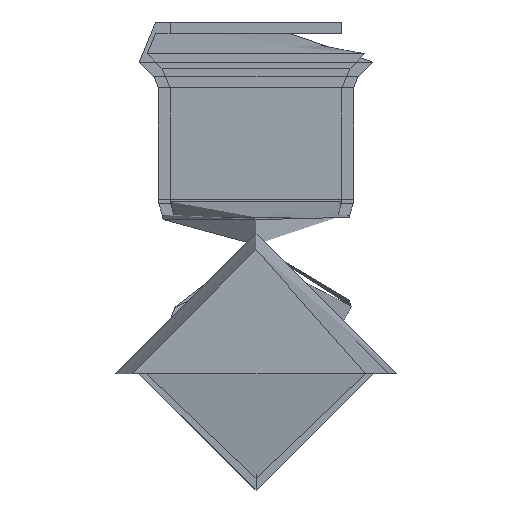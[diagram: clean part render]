
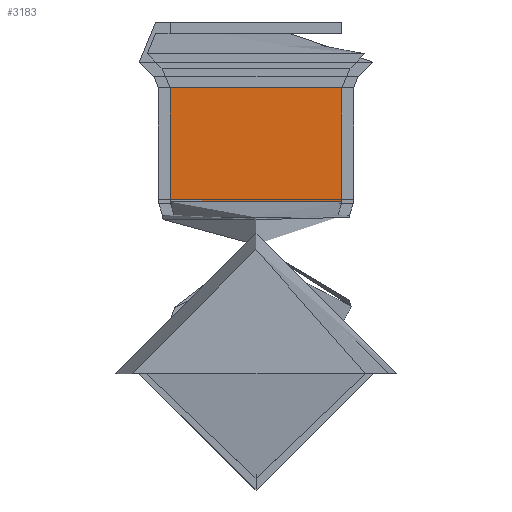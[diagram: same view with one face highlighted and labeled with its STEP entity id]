
A CAD part, left-side view. The second image highlights one B-rep face of the part: STEP entity #3183.
In plain terms, the highlighted free-form (B-spline) face has degree [1, 2] with [2, 9] control points.
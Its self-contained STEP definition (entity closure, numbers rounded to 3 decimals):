
#3138 = VERTEX_POINT('',#3139);
#3139 = CARTESIAN_POINT('',(23.,-11.,0.));
#3144 = EDGE_CURVE('',#3145,#3138,#3147,.T.);
#3145 = VERTEX_POINT('',#3146);
#3146 = CARTESIAN_POINT('',(23.,11.,0.));
#3147 = ( BOUNDED_CURVE() B_SPLINE_CURVE(2,(#3148,#3149,#3150,#3151,
#3152),.UNSPECIFIED.,.F.,.F.) B_SPLINE_CURVE_WITH_KNOTS((3,2,3),(0.,
1.571,3.142),.UNSPECIFIED.) CURVE() 
GEOMETRIC_REPRESENTATION_ITEM() RATIONAL_B_SPLINE_CURVE((1.,
0.707,1.,0.707,1.)) REPRESENTATION_ITEM('') );
#3148 = CARTESIAN_POINT('',(23.,11.,0.));
#3149 = CARTESIAN_POINT('',(23.,11.,11.));
#3150 = CARTESIAN_POINT('',(23.,0.,11.));
#3151 = CARTESIAN_POINT('',(23.,-11.,11.));
#3152 = CARTESIAN_POINT('',(23.,-11.,0.));
#3154 = EDGE_CURVE('',#3138,#3145,#3155,.T.);
#3155 = ( BOUNDED_CURVE() B_SPLINE_CURVE(2,(#3156,#3157,#3158,#3159,
#3160),.UNSPECIFIED.,.F.,.F.) B_SPLINE_CURVE_WITH_KNOTS((3,2,3),(
    3.142,4.712,6.283),
.PIECEWISE_BEZIER_KNOTS.) CURVE() GEOMETRIC_REPRESENTATION_ITEM() 
RATIONAL_B_SPLINE_CURVE((1.,0.707,1.,0.707,1.)) 
REPRESENTATION_ITEM('') );
#3156 = CARTESIAN_POINT('',(23.,-11.,0.));
#3157 = CARTESIAN_POINT('',(23.,-11.,-11.));
#3158 = CARTESIAN_POINT('',(23.,0.,-11.));
#3159 = CARTESIAN_POINT('',(23.,11.,-11.));
#3160 = CARTESIAN_POINT('',(23.,11.,0.));
#3183 = ADVANCED_FACE('',(#3184),#3220,.T.);
#3184 = FACE_BOUND('',#3185,.T.);
#3185 = EDGE_LOOP('',(#3186,#3187,#3194,#3202,#3210,#3218,#3219));
#3186 = ORIENTED_EDGE('',*,*,#3144,.T.);
#3187 = ORIENTED_EDGE('',*,*,#3188,.T.);
#3188 = EDGE_CURVE('',#3138,#3189,#3191,.T.);
#3189 = VERTEX_POINT('',#3190);
#3190 = CARTESIAN_POINT('',(8.421,-11.,0.));
#3191 = B_SPLINE_CURVE_WITH_KNOTS('',1,(#3192,#3193),.UNSPECIFIED.,.F.,
  .F.,(2,2),(-0.663,0.663),.PIECEWISE_BEZIER_KNOTS.);
#3192 = CARTESIAN_POINT('',(23.,-11.,0.));
#3193 = CARTESIAN_POINT('',(8.421,-11.,0.));
#3194 = ORIENTED_EDGE('',*,*,#3195,.F.);
#3195 = EDGE_CURVE('',#3196,#3189,#3198,.T.);
#3196 = VERTEX_POINT('',#3197);
#3197 = CARTESIAN_POINT('',(8.421,0.,11.));
#3198 = ( BOUNDED_CURVE() B_SPLINE_CURVE(2,(#3199,#3200,#3201),
.UNSPECIFIED.,.F.,.F.) B_SPLINE_CURVE_WITH_KNOTS((3,3),(1.571,
3.142),.PIECEWISE_BEZIER_KNOTS.) CURVE() 
GEOMETRIC_REPRESENTATION_ITEM() RATIONAL_B_SPLINE_CURVE((1.,
0.707,1.)) REPRESENTATION_ITEM('') );
#3199 = CARTESIAN_POINT('',(8.421,0.,11.));
#3200 = CARTESIAN_POINT('',(8.421,-11.,11.));
#3201 = CARTESIAN_POINT('',(8.421,-11.,0.));
#3202 = ORIENTED_EDGE('',*,*,#3203,.F.);
#3203 = EDGE_CURVE('',#3204,#3196,#3206,.T.);
#3204 = VERTEX_POINT('',#3205);
#3205 = CARTESIAN_POINT('',(8.421,11.,0.));
#3206 = ( BOUNDED_CURVE() B_SPLINE_CURVE(2,(#3207,#3208,#3209),
.UNSPECIFIED.,.F.,.F.) B_SPLINE_CURVE_WITH_KNOTS((3,3),(0.,
1.571),.PIECEWISE_BEZIER_KNOTS.) CURVE() 
GEOMETRIC_REPRESENTATION_ITEM() RATIONAL_B_SPLINE_CURVE((1.,
0.707,1.)) REPRESENTATION_ITEM('') );
#3207 = CARTESIAN_POINT('',(8.421,11.,0.));
#3208 = CARTESIAN_POINT('',(8.421,11.,11.));
#3209 = CARTESIAN_POINT('',(8.421,0.,11.));
#3210 = ORIENTED_EDGE('',*,*,#3211,.F.);
#3211 = EDGE_CURVE('',#3189,#3204,#3212,.T.);
#3212 = ( BOUNDED_CURVE() B_SPLINE_CURVE(2,(#3213,#3214,#3215,#3216,
#3217),.UNSPECIFIED.,.F.,.F.) B_SPLINE_CURVE_WITH_KNOTS((3,2,3),(
    3.142,4.712,6.283),
.PIECEWISE_BEZIER_KNOTS.) CURVE() GEOMETRIC_REPRESENTATION_ITEM() 
RATIONAL_B_SPLINE_CURVE((1.,0.707,1.,0.707,1.)) 
REPRESENTATION_ITEM('') );
#3213 = CARTESIAN_POINT('',(8.421,-11.,0.));
#3214 = CARTESIAN_POINT('',(8.421,-11.,-11.));
#3215 = CARTESIAN_POINT('',(8.421,0.,-11.));
#3216 = CARTESIAN_POINT('',(8.421,11.,-11.));
#3217 = CARTESIAN_POINT('',(8.421,11.,0.));
#3218 = ORIENTED_EDGE('',*,*,#3188,.F.);
#3219 = ORIENTED_EDGE('',*,*,#3154,.T.);
#3220 = ( BOUNDED_SURFACE() B_SPLINE_SURFACE(1,2,(
    (#3221,#3222,#3223,#3224,#3225,#3226,#3227,#3228,#3229)
    ,(#3230,#3231,#3232,#3233,#3234,#3235,#3236,#3237,#3238
)),.UNSPECIFIED.,.F.,.T.,.F.) B_SPLINE_SURFACE_WITH_KNOTS((2,2),(1,2,2,2
    ,2,2,1),(-0.663,0.663),(-4.712,
    -3.142,-1.571,0.,1.571,3.142,
4.712),.UNSPECIFIED.) GEOMETRIC_REPRESENTATION_ITEM() 
RATIONAL_B_SPLINE_SURFACE((
    (1.,0.707,1.,0.707,1.,0.707,1.
      ,0.707,1.)
    ,(1.,0.707,1.,0.707,1.,0.707,1.
,0.707,1.))) REPRESENTATION_ITEM('') SURFACE() );
#3221 = CARTESIAN_POINT('',(8.421,-11.,0.));
#3222 = CARTESIAN_POINT('',(8.421,-11.,-11.));
#3223 = CARTESIAN_POINT('',(8.421,0.,-11.));
#3224 = CARTESIAN_POINT('',(8.421,11.,-11.));
#3225 = CARTESIAN_POINT('',(8.421,11.,0.));
#3226 = CARTESIAN_POINT('',(8.421,11.,11.));
#3227 = CARTESIAN_POINT('',(8.421,0.,11.));
#3228 = CARTESIAN_POINT('',(8.421,-11.,11.));
#3229 = CARTESIAN_POINT('',(8.421,-11.,0.));
#3230 = CARTESIAN_POINT('',(23.,-11.,0.));
#3231 = CARTESIAN_POINT('',(23.,-11.,-11.));
#3232 = CARTESIAN_POINT('',(23.,0.,-11.));
#3233 = CARTESIAN_POINT('',(23.,11.,-11.));
#3234 = CARTESIAN_POINT('',(23.,11.,0.));
#3235 = CARTESIAN_POINT('',(23.,11.,11.));
#3236 = CARTESIAN_POINT('',(23.,0.,11.));
#3237 = CARTESIAN_POINT('',(23.,-11.,11.));
#3238 = CARTESIAN_POINT('',(23.,-11.,0.));
